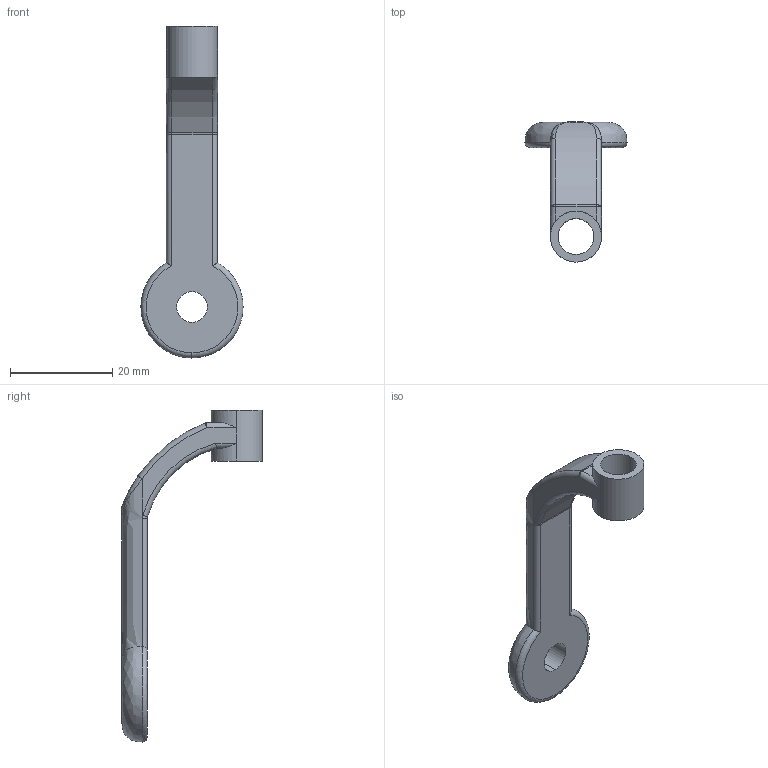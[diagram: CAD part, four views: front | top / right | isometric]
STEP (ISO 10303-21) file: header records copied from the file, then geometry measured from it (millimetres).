
FILE_DESCRIPTION (( 'STEP AP214' ), '1' );
FILE_NAME ('Muñeca_3.STEP', '2019-04-01T22:29:20', ( 'MariaConsuegra' ), ( '' ), 'SwSTEP 2.0', 'SolidWorks 2015', '' );
FILE_SCHEMA (( 'AUTOMOTIVE_DESIGN' ));
Length unit declared in the file: millimetre
Products named in the file (1): Muñeca_3
Bounding box: 19.99 x 27.5 x 65 mm (x, y, z)
Volume: 3952.3 mm3; surface area: 2714.2 mm2
Topology: 1 solids, 1 shells, 43 faces, 98 edges, 57 vertices
Faces by surface type: cylinder 18, plane 9, torus 8, bspline 6, sphere 2
Entity records: 1856 total; most frequent: CARTESIAN_POINT 901, ORIENTED_EDGE 196, DIRECTION 184, EDGE_CURVE 98, AXIS2_PLACEMENT_3D 78, VERTEX_POINT 57, EDGE_LOOP 47, FACE_OUTER_BOUND 43
